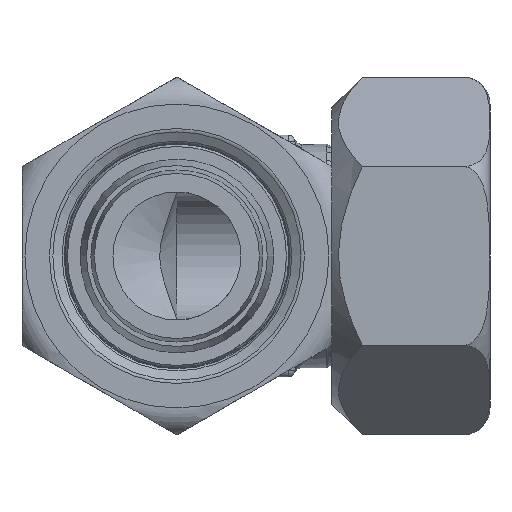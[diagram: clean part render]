
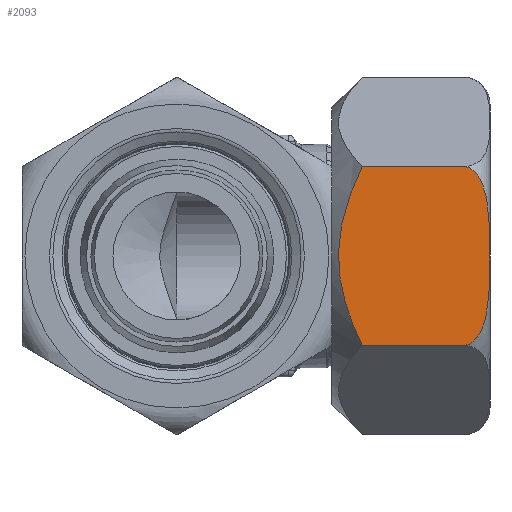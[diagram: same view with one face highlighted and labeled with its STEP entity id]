
A CAD part, front view. The second image highlights one B-rep face of the part: STEP entity #2093.
In plain terms, the highlighted planar face has unit normal (0, -1, 0).
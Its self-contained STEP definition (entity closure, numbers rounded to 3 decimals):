
#438=FACE_OUTER_BOUND('',#3507,.T.);
#1049=LINE('',#17743,#1549);
#1050=LINE('',#17756,#1550);
#1549=VECTOR('',#12061,1.);
#1550=VECTOR('',#12064,1.);
#2093=ADVANCED_FACE('',(#438),#2671,.F.);
#2671=PLANE('',#10904);
#3507=EDGE_LOOP('',(#5385,#5386,#5387,#5388));
#5385=ORIENTED_EDGE('',*,*,#8941,.F.);
#5386=ORIENTED_EDGE('',*,*,#8942,.T.);
#5387=ORIENTED_EDGE('',*,*,#8939,.T.);
#5388=ORIENTED_EDGE('',*,*,#8922,.T.);
#7682=VERTEX_POINT('',#17637);
#7683=VERTEX_POINT('',#17656);
#7696=VERTEX_POINT('',#17744);
#7697=VERTEX_POINT('',#17757);
#8922=EDGE_CURVE('',#7683,#7682,#10286,.T.);
#8939=EDGE_CURVE('',#7696,#7683,#1049,.T.);
#8941=EDGE_CURVE('',#7697,#7682,#1050,.T.);
#8942=EDGE_CURVE('',#7697,#7696,#10292,.T.);
#10286=B_SPLINE_CURVE_WITH_KNOTS('',3,(#17638,#17639,#17640,#17641,#17642,
#17643,#17644,#17645,#17646,#17647,#17648,#17649,#17650,#17651,#17652,#17653,
#17654,#17655),.UNSPECIFIED.,.F.,.F.,(4,2,2,2,2,2,2,2,4),(0.,0.062,
0.125,0.25,0.5,0.75,0.875,0.938,1.),.UNSPECIFIED.);
#10292=B_SPLINE_CURVE_WITH_KNOTS('',3,(#17758,#17759,#17760,#17761,#17762,
#17763),.UNSPECIFIED.,.F.,.F.,(4,2,4),(0.,0.5,1.),.UNSPECIFIED.);
#10904=AXIS2_PLACEMENT_3D('',#17764,#12065,#12066);
#12061=DIRECTION('',(1.,0.,0.));
#12064=DIRECTION('',(1.,0.,0.));
#12065=DIRECTION('',(0.,1.,0.));
#12066=DIRECTION('',(0.,0.,-1.));
#17637=CARTESIAN_POINT('',(42.719,-23.,13.279));
#17638=CARTESIAN_POINT('',(42.719,-23.,-13.279));
#17639=CARTESIAN_POINT('',(43.337,-23.,-13.206));
#17640=CARTESIAN_POINT('',(43.89,-23.,-12.842));
#17641=CARTESIAN_POINT('',(44.728,-23.,-11.937));
#17642=CARTESIAN_POINT('',(45.041,-23.,-11.389));
#17643=CARTESIAN_POINT('',(45.774,-23.,-9.7));
#17644=CARTESIAN_POINT('',(46.016,-23.,-8.474));
#17645=CARTESIAN_POINT('',(46.477,-23.,-4.851));
#17646=CARTESIAN_POINT('',(46.461,-23.,-2.409));
#17647=CARTESIAN_POINT('',(46.461,-23.,2.461));
#17648=CARTESIAN_POINT('',(46.476,-23.,4.898));
#17649=CARTESIAN_POINT('',(46.006,-23.,8.527));
#17650=CARTESIAN_POINT('',(45.766,-23.,9.73));
#17651=CARTESIAN_POINT('',(45.028,-23.,11.414));
#17652=CARTESIAN_POINT('',(44.713,-23.,11.957));
#17653=CARTESIAN_POINT('',(43.879,-23.,12.85));
#17654=CARTESIAN_POINT('',(43.325,-23.,13.208));
#17655=CARTESIAN_POINT('',(42.719,-23.,13.279));
#17656=CARTESIAN_POINT('',(42.719,-23.,-13.279));
#17743=CARTESIAN_POINT('',(21.485,-23.,-13.279));
#17744=CARTESIAN_POINT('',(27.543,-23.,-13.279));
#17756=CARTESIAN_POINT('',(21.485,-23.,13.279));
#17757=CARTESIAN_POINT('',(27.543,-23.,13.279));
#17758=CARTESIAN_POINT('',(27.543,-23.,13.279));
#17759=CARTESIAN_POINT('',(25.487,-23.,9.167));
#17760=CARTESIAN_POINT('',(23.987,-23.,4.664));
#17761=CARTESIAN_POINT('',(23.982,-23.,-4.637));
#17762=CARTESIAN_POINT('',(25.474,-23.,-9.141));
#17763=CARTESIAN_POINT('',(27.543,-23.,-13.279));
#17764=CARTESIAN_POINT('',(21.485,-23.,-13.279));
